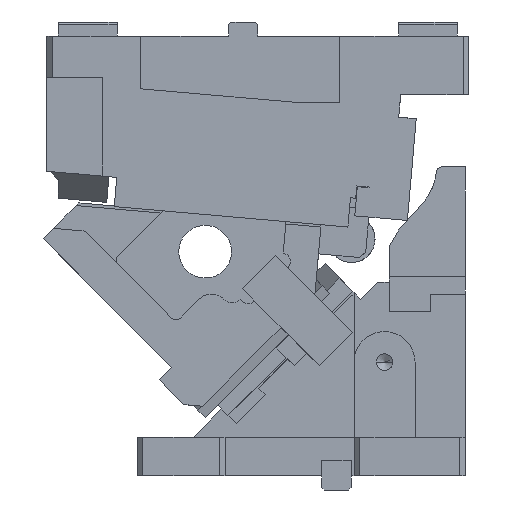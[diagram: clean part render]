
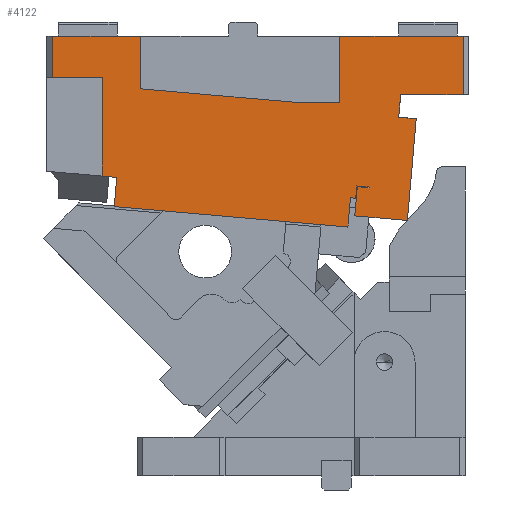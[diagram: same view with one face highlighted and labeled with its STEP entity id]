
A CAD part, left-side view. The second image highlights one B-rep face of the part: STEP entity #4122.
In plain terms, the highlighted planar face has unit normal (-1, 0, 0).
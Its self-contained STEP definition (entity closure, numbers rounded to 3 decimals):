
#2190=CARTESIAN_POINT('Vertex',(40.859,2818.658,245.)) ;
#2193=CARTESIAN_POINT('Line Origine',(40.859,2781.158,245.)) ;
#2197=CARTESIAN_POINT('Vertex',(40.859,2743.658,245.)) ;
#2818=CARTESIAN_POINT('Vertex',(40.859,2468.658,195.)) ;
#2821=CARTESIAN_POINT('Line Origine',(40.859,2495.269,195.)) ;
#2825=CARTESIAN_POINT('Vertex',(40.859,2521.88,195.)) ;
#3134=CARTESIAN_POINT('Line Origine',(40.859,2770.049,125.081)) ;
#3138=CARTESIAN_POINT('Vertex',(40.859,2776.158,125.615)) ;
#3140=CARTESIAN_POINT('Vertex',(40.859,2763.941,124.546)) ;
#3510=CARTESIAN_POINT('Line Origine',(40.859,2522.72,185.395)) ;
#3514=CARTESIAN_POINT('Vertex',(40.859,2523.56,175.791)) ;
#3549=CARTESIAN_POINT('Line Origine',(40.859,2516.089,175.137)) ;
#3553=CARTESIAN_POINT('Vertex',(40.859,2508.617,174.484)) ;
#3948=CARTESIAN_POINT('Vertex',(40.859,2818.658,210.)) ;
#3951=CARTESIAN_POINT('Line Origine',(40.859,2818.658,227.5)) ;
#3963=CARTESIAN_POINT('Axis2P3D Location',(40.859,2650.077,168.056)) ;
#3968=CARTESIAN_POINT('Line Origine',(40.859,2512.409,131.149)) ;
#3972=CARTESIAN_POINT('Vertex',(40.859,2516.2,87.815)) ;
#3975=CARTESIAN_POINT('Line Origine',(40.859,2468.658,220.)) ;
#3979=CARTESIAN_POINT('Vertex',(40.859,2468.658,245.)) ;
#3982=CARTESIAN_POINT('Line Origine',(40.859,2521.158,245.)) ;
#3986=CARTESIAN_POINT('Vertex',(40.859,2573.658,245.)) ;
#3989=CARTESIAN_POINT('Line Origine',(40.859,2573.658,216.5)) ;
#3993=CARTESIAN_POINT('Vertex',(40.859,2573.658,188.)) ;
#3996=CARTESIAN_POINT('Line Origine',(40.859,2589.7,188.)) ;
#4000=CARTESIAN_POINT('Vertex',(40.859,2605.742,188.)) ;
#4003=CARTESIAN_POINT('Line Origine',(40.859,2674.7,194.033)) ;
#4007=CARTESIAN_POINT('Vertex',(40.859,2743.658,200.066)) ;
#4010=CARTESIAN_POINT('Line Origine',(40.859,2743.658,222.533)) ;
#4015=CARTESIAN_POINT('Line Origine',(40.859,2797.408,210.)) ;
#4019=CARTESIAN_POINT('Vertex',(40.859,2776.158,210.)) ;
#4022=CARTESIAN_POINT('Line Origine',(40.859,2776.158,167.808)) ;
#4027=CARTESIAN_POINT('Line Origine',(40.859,2765.031,112.094)) ;
#4031=CARTESIAN_POINT('Vertex',(40.859,2766.12,99.642)) ;
#4034=CARTESIAN_POINT('Line Origine',(40.859,2666.501,90.926)) ;
#4038=CARTESIAN_POINT('Vertex',(40.859,2566.881,82.21)) ;
#4041=CARTESIAN_POINT('Line Origine',(40.859,2565.792,94.663)) ;
#4045=CARTESIAN_POINT('Vertex',(40.859,2564.702,107.115)) ;
#4048=CARTESIAN_POINT('Line Origine',(40.859,2562.461,106.919)) ;
#4052=CARTESIAN_POINT('Vertex',(40.859,2560.219,106.723)) ;
#4055=CARTESIAN_POINT('Line Origine',(40.859,2559.762,111.953)) ;
#4059=CARTESIAN_POINT('Vertex',(40.859,2559.304,117.183)) ;
#4062=CARTESIAN_POINT('Line Origine',(40.859,2554.074,116.726)) ;
#4066=CARTESIAN_POINT('Vertex',(40.859,2548.844,116.268)) ;
#4069=CARTESIAN_POINT('Line Origine',(40.859,2548.866,116.019)) ;
#4073=CARTESIAN_POINT('Vertex',(40.859,2548.888,115.77)) ;
#4076=CARTESIAN_POINT('Line Origine',(40.859,2553.869,116.206)) ;
#4080=CARTESIAN_POINT('Vertex',(40.859,2558.85,116.642)) ;
#4083=CARTESIAN_POINT('Line Origine',(40.859,2559.939,104.189)) ;
#4087=CARTESIAN_POINT('Vertex',(40.859,2561.029,91.737)) ;
#4090=CARTESIAN_POINT('Line Origine',(40.859,2538.614,89.776)) ;
#2194=DIRECTION('Vector Direction',(0.,1.,0.)) ;
#2822=DIRECTION('Vector Direction',(0.,1.,0.)) ;
#3135=DIRECTION('Vector Direction',(0.,-0.996,-0.087)) ;
#3511=DIRECTION('Vector Direction',(0.,-0.087,0.996)) ;
#3550=DIRECTION('Vector Direction',(0.,-0.996,-0.087)) ;
#3952=DIRECTION('Vector Direction',(0.,0.,1.)) ;
#3964=DIRECTION('Axis2P3D Direction',(1.,0.,0.)) ;
#3965=DIRECTION('Axis2P3D XDirection',(0.,1.,0.)) ;
#3969=DIRECTION('Vector Direction',(0.,-0.087,0.996)) ;
#3976=DIRECTION('Vector Direction',(0.,0.,-1.)) ;
#3983=DIRECTION('Vector Direction',(0.,-1.,0.)) ;
#3990=DIRECTION('Vector Direction',(0.,0.,-1.)) ;
#3997=DIRECTION('Vector Direction',(0.,1.,0.)) ;
#4004=DIRECTION('Vector Direction',(0.,0.996,0.087)) ;
#4011=DIRECTION('Vector Direction',(0.,0.,-1.)) ;
#4016=DIRECTION('Vector Direction',(0.,-1.,0.)) ;
#4023=DIRECTION('Vector Direction',(0.,0.,-1.)) ;
#4028=DIRECTION('Vector Direction',(0.,-0.087,0.996)) ;
#4035=DIRECTION('Vector Direction',(0.,-0.996,-0.087)) ;
#4042=DIRECTION('Vector Direction',(0.,-0.087,0.996)) ;
#4049=DIRECTION('Vector Direction',(0.,-0.996,-0.087)) ;
#4056=DIRECTION('Vector Direction',(0.,-0.087,0.996)) ;
#4063=DIRECTION('Vector Direction',(0.,-0.996,-0.087)) ;
#4070=DIRECTION('Vector Direction',(0.,0.087,-0.996)) ;
#4077=DIRECTION('Vector Direction',(0.,-0.996,-0.087)) ;
#4084=DIRECTION('Vector Direction',(0.,-0.087,0.996)) ;
#4091=DIRECTION('Vector Direction',(0.,-0.996,-0.087)) ;
#3966=AXIS2_PLACEMENT_3D('Plane Axis2P3D',#3963,#3964,#3965) ;
#4096=ORIENTED_EDGE('',*,*,#3974,.T.) ;
#4097=ORIENTED_EDGE('',*,*,#3555,.F.) ;
#4098=ORIENTED_EDGE('',*,*,#3516,.T.) ;
#4099=ORIENTED_EDGE('',*,*,#2827,.F.) ;
#4100=ORIENTED_EDGE('',*,*,#3981,.F.) ;
#4101=ORIENTED_EDGE('',*,*,#3988,.F.) ;
#4102=ORIENTED_EDGE('',*,*,#3995,.T.) ;
#4103=ORIENTED_EDGE('',*,*,#4002,.T.) ;
#4104=ORIENTED_EDGE('',*,*,#4009,.T.) ;
#4105=ORIENTED_EDGE('',*,*,#4014,.F.) ;
#4106=ORIENTED_EDGE('',*,*,#2199,.T.) ;
#4107=ORIENTED_EDGE('',*,*,#3955,.F.) ;
#4108=ORIENTED_EDGE('',*,*,#4021,.T.) ;
#4109=ORIENTED_EDGE('',*,*,#4026,.T.) ;
#4110=ORIENTED_EDGE('',*,*,#3142,.T.) ;
#4111=ORIENTED_EDGE('',*,*,#4033,.F.) ;
#4112=ORIENTED_EDGE('',*,*,#4040,.T.) ;
#4113=ORIENTED_EDGE('',*,*,#4047,.T.) ;
#4114=ORIENTED_EDGE('',*,*,#4054,.T.) ;
#4115=ORIENTED_EDGE('',*,*,#4061,.T.) ;
#4116=ORIENTED_EDGE('',*,*,#4068,.T.) ;
#4117=ORIENTED_EDGE('',*,*,#4075,.T.) ;
#4118=ORIENTED_EDGE('',*,*,#4082,.F.) ;
#4119=ORIENTED_EDGE('',*,*,#4089,.F.) ;
#4120=ORIENTED_EDGE('',*,*,#4094,.T.) ;
#2195=VECTOR('Line Direction',#2194,1.) ;
#2823=VECTOR('Line Direction',#2822,1.) ;
#3136=VECTOR('Line Direction',#3135,1.) ;
#3512=VECTOR('Line Direction',#3511,1.) ;
#3551=VECTOR('Line Direction',#3550,1.) ;
#3953=VECTOR('Line Direction',#3952,1.) ;
#3970=VECTOR('Line Direction',#3969,1.) ;
#3977=VECTOR('Line Direction',#3976,1.) ;
#3984=VECTOR('Line Direction',#3983,1.) ;
#3991=VECTOR('Line Direction',#3990,1.) ;
#3998=VECTOR('Line Direction',#3997,1.) ;
#4005=VECTOR('Line Direction',#4004,1.) ;
#4012=VECTOR('Line Direction',#4011,1.) ;
#4017=VECTOR('Line Direction',#4016,1.) ;
#4024=VECTOR('Line Direction',#4023,1.) ;
#4029=VECTOR('Line Direction',#4028,1.) ;
#4036=VECTOR('Line Direction',#4035,1.) ;
#4043=VECTOR('Line Direction',#4042,1.) ;
#4050=VECTOR('Line Direction',#4049,1.) ;
#4057=VECTOR('Line Direction',#4056,1.) ;
#4064=VECTOR('Line Direction',#4063,1.) ;
#4071=VECTOR('Line Direction',#4070,1.) ;
#4078=VECTOR('Line Direction',#4077,1.) ;
#4085=VECTOR('Line Direction',#4084,1.) ;
#4092=VECTOR('Line Direction',#4091,1.) ;
#4122=ADVANCED_FACE('CAM HOLDER',(#4121),#3967,.F.) ;
#2199=EDGE_CURVE('',#2198,#2191,#2196,.T.) ;
#2827=EDGE_CURVE('',#2819,#2826,#2824,.T.) ;
#3142=EDGE_CURVE('',#3139,#3141,#3137,.T.) ;
#3516=EDGE_CURVE('',#3515,#2826,#3513,.T.) ;
#3555=EDGE_CURVE('',#3515,#3554,#3552,.T.) ;
#3955=EDGE_CURVE('',#3949,#2191,#3954,.T.) ;
#3974=EDGE_CURVE('',#3973,#3554,#3971,.T.) ;
#3981=EDGE_CURVE('',#3980,#2819,#3978,.T.) ;
#3988=EDGE_CURVE('',#3987,#3980,#3985,.T.) ;
#3995=EDGE_CURVE('',#3987,#3994,#3992,.T.) ;
#4002=EDGE_CURVE('',#3994,#4001,#3999,.T.) ;
#4009=EDGE_CURVE('',#4001,#4008,#4006,.T.) ;
#4014=EDGE_CURVE('',#2198,#4008,#4013,.T.) ;
#4021=EDGE_CURVE('',#3949,#4020,#4018,.T.) ;
#4026=EDGE_CURVE('',#4020,#3139,#4025,.T.) ;
#4033=EDGE_CURVE('',#4032,#3141,#4030,.T.) ;
#4040=EDGE_CURVE('',#4032,#4039,#4037,.T.) ;
#4047=EDGE_CURVE('',#4039,#4046,#4044,.T.) ;
#4054=EDGE_CURVE('',#4046,#4053,#4051,.T.) ;
#4061=EDGE_CURVE('',#4053,#4060,#4058,.T.) ;
#4068=EDGE_CURVE('',#4060,#4067,#4065,.T.) ;
#4075=EDGE_CURVE('',#4067,#4074,#4072,.T.) ;
#4082=EDGE_CURVE('',#4081,#4074,#4079,.T.) ;
#4089=EDGE_CURVE('',#4088,#4081,#4086,.T.) ;
#4094=EDGE_CURVE('',#4088,#3973,#4093,.T.) ;
#4095=EDGE_LOOP('',(#4096,#4097,#4098,#4099,#4100,#4101,#4102,#4103,#4104,#4105,#4106,#4107,#4108,#4109,#4110,#4111,#4112,#4113,#4114,#4115,#4116,#4117,#4118,#4119,#4120)) ;
#4121=FACE_OUTER_BOUND('',#4095,.T.) ;
#2196=LINE('Line',#2193,#2195) ;
#2824=LINE('Line',#2821,#2823) ;
#3137=LINE('Line',#3134,#3136) ;
#3513=LINE('Line',#3510,#3512) ;
#3552=LINE('Line',#3549,#3551) ;
#3954=LINE('Line',#3951,#3953) ;
#3971=LINE('Line',#3968,#3970) ;
#3978=LINE('Line',#3975,#3977) ;
#3985=LINE('Line',#3982,#3984) ;
#3992=LINE('Line',#3989,#3991) ;
#3999=LINE('Line',#3996,#3998) ;
#4006=LINE('Line',#4003,#4005) ;
#4013=LINE('Line',#4010,#4012) ;
#4018=LINE('Line',#4015,#4017) ;
#4025=LINE('Line',#4022,#4024) ;
#4030=LINE('Line',#4027,#4029) ;
#4037=LINE('Line',#4034,#4036) ;
#4044=LINE('Line',#4041,#4043) ;
#4051=LINE('Line',#4048,#4050) ;
#4058=LINE('Line',#4055,#4057) ;
#4065=LINE('Line',#4062,#4064) ;
#4072=LINE('Line',#4069,#4071) ;
#4079=LINE('Line',#4076,#4078) ;
#4086=LINE('Line',#4083,#4085) ;
#4093=LINE('Line',#4090,#4092) ;
#3967=PLANE('Plane',#3966) ;
#2191=VERTEX_POINT('',#2190) ;
#2198=VERTEX_POINT('',#2197) ;
#2819=VERTEX_POINT('',#2818) ;
#2826=VERTEX_POINT('',#2825) ;
#3139=VERTEX_POINT('',#3138) ;
#3141=VERTEX_POINT('',#3140) ;
#3515=VERTEX_POINT('',#3514) ;
#3554=VERTEX_POINT('',#3553) ;
#3949=VERTEX_POINT('',#3948) ;
#3973=VERTEX_POINT('',#3972) ;
#3980=VERTEX_POINT('',#3979) ;
#3987=VERTEX_POINT('',#3986) ;
#3994=VERTEX_POINT('',#3993) ;
#4001=VERTEX_POINT('',#4000) ;
#4008=VERTEX_POINT('',#4007) ;
#4020=VERTEX_POINT('',#4019) ;
#4032=VERTEX_POINT('',#4031) ;
#4039=VERTEX_POINT('',#4038) ;
#4046=VERTEX_POINT('',#4045) ;
#4053=VERTEX_POINT('',#4052) ;
#4060=VERTEX_POINT('',#4059) ;
#4067=VERTEX_POINT('',#4066) ;
#4074=VERTEX_POINT('',#4073) ;
#4081=VERTEX_POINT('',#4080) ;
#4088=VERTEX_POINT('',#4087) ;
